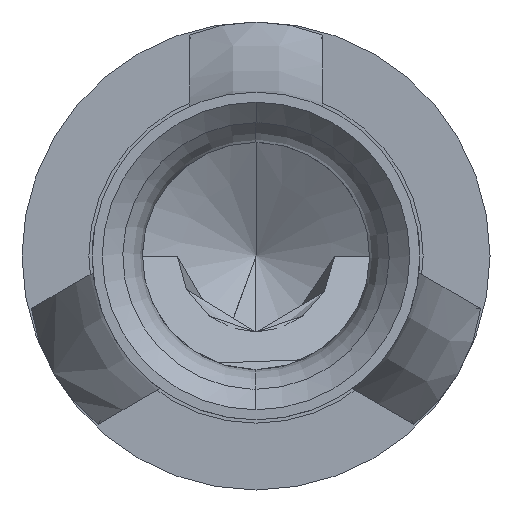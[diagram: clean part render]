
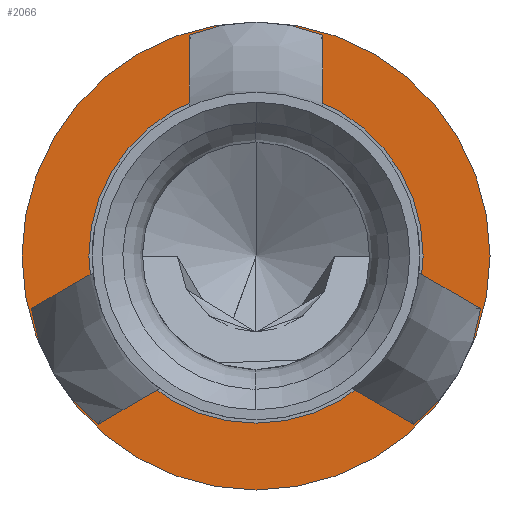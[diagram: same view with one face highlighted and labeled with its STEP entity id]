
A CAD part, left-side view. The second image highlights one B-rep face of the part: STEP entity #2066.
In plain terms, the highlighted planar face has unit normal (-1, 0, 0).
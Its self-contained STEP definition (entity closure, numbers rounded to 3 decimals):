
#547=CARTESIAN_POINT('',(0.95,0.,0.));
#548=DIRECTION('',(1.,0.,0.));
#549=DIRECTION('',(0.,0.,-1.));
#550=AXIS2_PLACEMENT_3D('',#547,#548,#549);
#552=CARTESIAN_POINT('',(0.95,0.,0.));
#553=DIRECTION('',(1.,0.,0.));
#554=DIRECTION('',(0.,0.,1.));
#555=AXIS2_PLACEMENT_3D('',#552,#553,#554);
#557=CARTESIAN_POINT('',(0.95,0.,0.));
#558=DIRECTION('',(-1.,0.,0.));
#559=DIRECTION('',(0.,0.,-1.));
#560=AXIS2_PLACEMENT_3D('',#557,#558,#559);
#562=CARTESIAN_POINT('',(0.95,0.,0.));
#563=DIRECTION('',(-1.,0.,0.));
#564=DIRECTION('',(0.,0.,1.));
#565=AXIS2_PLACEMENT_3D('',#562,#563,#564);
#1329=CARTESIAN_POINT('',(0.95,0.,1.25));
#1330=VERTEX_POINT('',#1329);
#1331=CARTESIAN_POINT('',(0.95,0.,-1.25));
#1332=VERTEX_POINT('',#1331);
#1333=CARTESIAN_POINT('',(0.95,0.,-1.75));
#1334=CARTESIAN_POINT('',(0.95,0.,1.75));
#1335=VERTEX_POINT('',#1333);
#1336=VERTEX_POINT('',#1334);
#2051=CARTESIAN_POINT('',(0.95,0.,0.));
#2052=DIRECTION('',(1.,0.,0.));
#2053=DIRECTION('',(0.,0.,-1.));
#2054=AXIS2_PLACEMENT_3D('',#2051,#2052,#2053);
#2055=PLANE('',#2054);
#2057=ORIENTED_EDGE('',*,*,#2056,.T.);
#2059=ORIENTED_EDGE('',*,*,#2058,.T.);
#2060=EDGE_LOOP('',(#2057,#2059));
#2061=FACE_OUTER_BOUND('',#2060,.F.);
#2062=ORIENTED_EDGE('',*,*,#2044,.T.);
#2063=ORIENTED_EDGE('',*,*,#2033,.T.);
#2064=EDGE_LOOP('',(#2062,#2063));
#2065=FACE_BOUND('',#2064,.F.);
#2066=ADVANCED_FACE('',(#2061,#2065),#2055,.F.);
#551=CIRCLE('',#550,1.75);
#556=CIRCLE('',#555,1.75);
#561=CIRCLE('',#560,1.25);
#566=CIRCLE('',#565,1.25);
#2033=EDGE_CURVE('',#1330,#1332,#566,.T.);
#2044=EDGE_CURVE('',#1332,#1330,#561,.T.);
#2056=EDGE_CURVE('',#1335,#1336,#551,.T.);
#2058=EDGE_CURVE('',#1336,#1335,#556,.T.);
